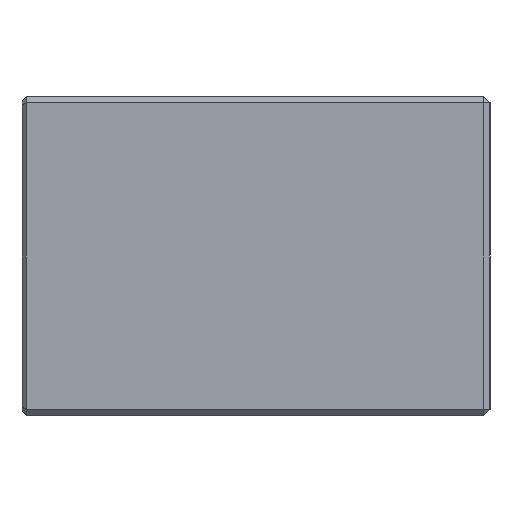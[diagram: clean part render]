
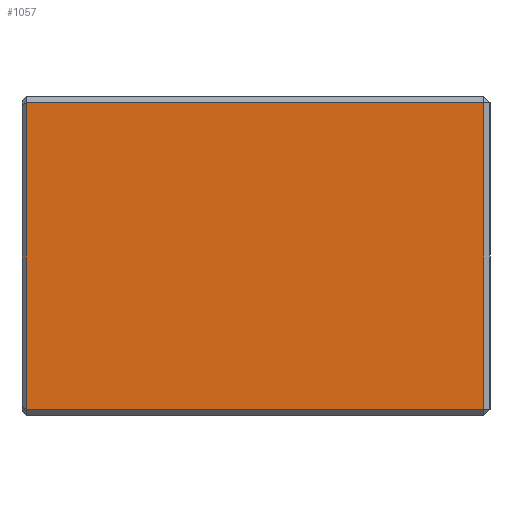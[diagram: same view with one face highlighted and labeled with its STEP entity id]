
A CAD part, left-side view. The second image highlights one B-rep face of the part: STEP entity #1057.
In plain terms, the highlighted planar face has unit normal (-1, 0, 0).
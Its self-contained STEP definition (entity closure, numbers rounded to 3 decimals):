
#38 = FACE_OUTER_BOUND ( 'NONE', #806, .T. ) ;
#69 = CARTESIAN_POINT ( 'NONE',  ( -22.5, 22.1, 7.3 ) ) ;
#134 = VECTOR ( 'NONE', #174, 1000. ) ;
#135 = VERTEX_POINT ( 'NONE', #1062 ) ;
#152 = EDGE_CURVE ( 'NONE', #635, #1235, #184, .T. ) ;
#174 = DIRECTION ( 'NONE',  ( 0., -1., 0. ) ) ;
#184 = LINE ( 'NONE', #776, #461 ) ;
#253 = CARTESIAN_POINT ( 'NONE',  ( -22.5, 0.3, 7.3 ) ) ;
#308 = DIRECTION ( 'NONE',  ( 0., 1., 0. ) ) ;
#325 = ORIENTED_EDGE ( 'NONE', *, *, #347, .T. ) ;
#347 = EDGE_CURVE ( 'NONE', #364, #635, #474, .T. ) ;
#364 = VERTEX_POINT ( 'NONE', #1130 ) ;
#436 = VECTOR ( 'NONE', #1003, 1000. ) ;
#452 = EDGE_CURVE ( 'NONE', #135, #364, #870, .T. ) ;
#461 = VECTOR ( 'NONE', #308, 1000. ) ;
#474 = LINE ( 'NONE', #1126, #953 ) ;
#527 = ORIENTED_EDGE ( 'NONE', *, *, #555, .T. ) ;
#555 = EDGE_CURVE ( 'NONE', #1235, #135, #1200, .T. ) ;
#598 = ORIENTED_EDGE ( 'NONE', *, *, #152, .T. ) ;
#635 = VERTEX_POINT ( 'NONE', #253 ) ;
#686 = PLANE ( 'NONE',  #1197 ) ;
#690 = DIRECTION ( 'NONE',  ( 1., 0., 0. ) ) ;
#735 = CARTESIAN_POINT ( 'NONE',  ( -22.5, 22.3, -7.3 ) ) ;
#776 = CARTESIAN_POINT ( 'NONE',  ( -22.5, 22.3, 7.3 ) ) ;
#777 = DIRECTION ( 'NONE',  ( 0., 0., 1. ) ) ;
#806 = EDGE_LOOP ( 'NONE', ( #598, #527, #1040, #325 ) ) ;
#848 = DIRECTION ( 'NONE',  ( 0., 0., 1. ) ) ;
#870 = LINE ( 'NONE', #735, #134 ) ;
#909 = CARTESIAN_POINT ( 'NONE',  ( -22.5, 22.1, -7.3 ) ) ;
#953 = VECTOR ( 'NONE', #848, 1000. ) ;
#1003 = DIRECTION ( 'NONE',  ( 0., 0., -1. ) ) ;
#1040 = ORIENTED_EDGE ( 'NONE', *, *, #452, .T. ) ;
#1057 = ADVANCED_FACE ( 'NONE', ( #38 ), #686, .F. ) ;
#1062 = CARTESIAN_POINT ( 'NONE',  ( -22.5, 22.1, -7.3 ) ) ;
#1126 = CARTESIAN_POINT ( 'NONE',  ( -22.5, 0.3, 0. ) ) ;
#1130 = CARTESIAN_POINT ( 'NONE',  ( -22.5, 0.3, -7.3 ) ) ;
#1165 = CARTESIAN_POINT ( 'NONE',  ( -22.5, 22.3, 0. ) ) ;
#1197 = AXIS2_PLACEMENT_3D ( 'NONE', #1165, #690, #777 ) ;
#1200 = LINE ( 'NONE', #909, #436 ) ;
#1235 = VERTEX_POINT ( 'NONE', #69 ) ;
